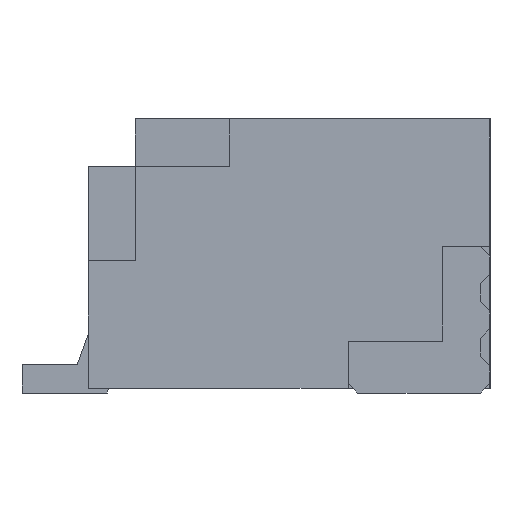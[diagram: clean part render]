
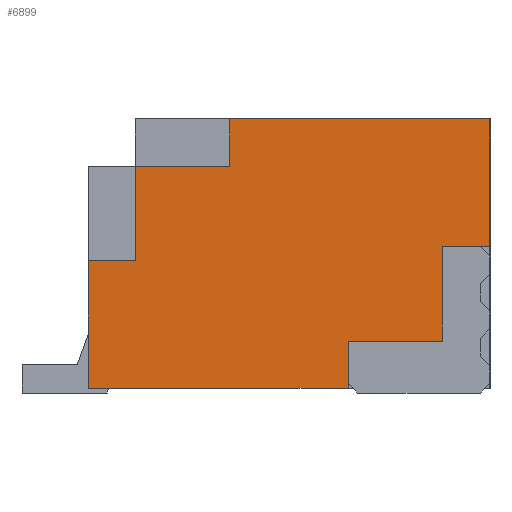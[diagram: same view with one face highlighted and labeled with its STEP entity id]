
A CAD part, left-side view. The second image highlights one B-rep face of the part: STEP entity #6899.
In plain terms, the highlighted planar face has unit normal (-1, 0, 0).
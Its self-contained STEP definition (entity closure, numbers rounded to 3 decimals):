
#247=FACE_OUTER_BOUND('',#613,.T.);
#613=EDGE_LOOP('',(#5376,#5377,#5378,#5379,#5380,#5381,#5382,#5383,#5384,
#5385,#5386,#5387));
#1218=LINE('',#9969,#2165);
#1248=LINE('',#10030,#2195);
#1298=LINE('',#10132,#2245);
#1303=LINE('',#10141,#2250);
#1305=LINE('',#10145,#2252);
#1306=LINE('',#10148,#2253);
#1309=LINE('',#10154,#2256);
#1313=LINE('',#10162,#2260);
#1316=LINE('',#10168,#2263);
#1326=LINE('',#10186,#2273);
#1369=LINE('',#10272,#2316);
#1370=LINE('',#10274,#2317);
#2165=VECTOR('',#8183,2.75);
#2195=VECTOR('',#8231,1.35);
#2245=VECTOR('',#8313,0.5);
#2250=VECTOR('',#8320,1.);
#2252=VECTOR('',#8324,1.);
#2253=VECTOR('',#8327,0.5);
#2256=VECTOR('',#8332,1.);
#2260=VECTOR('',#8340,1.);
#2263=VECTOR('',#8345,0.5);
#2273=VECTOR('',#8363,0.5);
#2316=VECTOR('',#8410,1.35);
#2317=VECTOR('',#8413,2.75);
#2964=VERTEX_POINT('',#9966);
#2965=VERTEX_POINT('',#9968);
#2982=VERTEX_POINT('',#10018);
#3022=VERTEX_POINT('',#10129);
#3023=VERTEX_POINT('',#10131);
#3026=VERTEX_POINT('',#10139);
#3027=VERTEX_POINT('',#10143);
#3028=VERTEX_POINT('',#10147);
#3030=VERTEX_POINT('',#10153);
#3032=VERTEX_POINT('',#10161);
#3034=VERTEX_POINT('',#10167);
#3079=VERTEX_POINT('',#10270);
#3744=EDGE_CURVE('',#2965,#2964,#1218,.T.);
#3774=EDGE_CURVE('',#2982,#2965,#1248,.T.);
#3824=EDGE_CURVE('',#3023,#3022,#1298,.T.);
#3829=EDGE_CURVE('',#3022,#3026,#1303,.T.);
#3831=EDGE_CURVE('',#3026,#3027,#1305,.T.);
#3832=EDGE_CURVE('',#2964,#3028,#1306,.T.);
#3835=EDGE_CURVE('',#3028,#3030,#1309,.T.);
#3839=EDGE_CURVE('',#3030,#3032,#1313,.T.);
#3842=EDGE_CURVE('',#3032,#3034,#1316,.T.);
#3852=EDGE_CURVE('',#3027,#2982,#1326,.T.);
#3895=EDGE_CURVE('',#3034,#3079,#1369,.T.);
#3896=EDGE_CURVE('',#3079,#3023,#1370,.T.);
#5376=ORIENTED_EDGE('',*,*,#3832,.T.);
#5377=ORIENTED_EDGE('',*,*,#3835,.T.);
#5378=ORIENTED_EDGE('',*,*,#3839,.T.);
#5379=ORIENTED_EDGE('',*,*,#3842,.T.);
#5380=ORIENTED_EDGE('',*,*,#3895,.T.);
#5381=ORIENTED_EDGE('',*,*,#3896,.T.);
#5382=ORIENTED_EDGE('',*,*,#3824,.T.);
#5383=ORIENTED_EDGE('',*,*,#3829,.T.);
#5384=ORIENTED_EDGE('',*,*,#3831,.T.);
#5385=ORIENTED_EDGE('',*,*,#3852,.T.);
#5386=ORIENTED_EDGE('',*,*,#3774,.T.);
#5387=ORIENTED_EDGE('',*,*,#3744,.T.);
#6340=PLANE('',#7251);
#6899=ADVANCED_FACE('',(#247),#6340,.T.);
#7251=AXIS2_PLACEMENT_3D('',#10273,#8411,#8412);
#8183=DIRECTION('',(0.,1.,0.));
#8231=DIRECTION('',(0.,0.,1.));
#8313=DIRECTION('',(0.,0.,1.));
#8320=DIRECTION('',(0.,-1.,0.));
#8324=DIRECTION('',(0.,0.,1.));
#8327=DIRECTION('',(0.,0.,-1.));
#8332=DIRECTION('',(0.,1.,0.));
#8340=DIRECTION('',(0.,0.,-1.));
#8345=DIRECTION('',(0.,1.,0.));
#8363=DIRECTION('',(0.,-1.,0.));
#8410=DIRECTION('',(0.,0.,-1.));
#8411=DIRECTION('center_axis',(-1.,0.,0.));
#8412=DIRECTION('ref_axis',(0.,0.,1.));
#8413=DIRECTION('',(0.,-1.,0.));
#9966=CARTESIAN_POINT('',(-5.5,-1.5,2.9));
#9968=CARTESIAN_POINT('',(-5.5,-4.25,2.9));
#9969=CARTESIAN_POINT('',(-5.5,-4.25,2.9));
#10018=CARTESIAN_POINT('',(-5.5,-4.25,1.55));
#10030=CARTESIAN_POINT('',(-5.5,-4.25,0.05));
#10129=CARTESIAN_POINT('',(-5.5,-2.75,0.55));
#10131=CARTESIAN_POINT('',(-5.5,-2.75,0.05));
#10132=CARTESIAN_POINT('',(-5.5,-2.75,1.006));
#10139=CARTESIAN_POINT('',(-5.5,-3.75,0.55));
#10141=CARTESIAN_POINT('',(-5.5,-2.861,0.55));
#10143=CARTESIAN_POINT('',(-5.5,-3.75,1.55));
#10145=CARTESIAN_POINT('',(-5.5,-3.75,1.506));
#10147=CARTESIAN_POINT('',(-5.5,-1.5,2.4));
#10148=CARTESIAN_POINT('',(-5.5,-1.5,1.931));
#10153=CARTESIAN_POINT('',(-5.5,-0.5,2.4));
#10154=CARTESIAN_POINT('',(-5.5,-1.236,2.4));
#10161=CARTESIAN_POINT('',(-5.5,-0.5,1.4));
#10162=CARTESIAN_POINT('',(-5.5,-0.5,1.431));
#10167=CARTESIAN_POINT('',(-5.5,0.,1.4));
#10168=CARTESIAN_POINT('',(-5.5,-0.986,1.4));
#10186=CARTESIAN_POINT('',(-5.5,-3.111,1.55));
#10270=CARTESIAN_POINT('',(-5.5,0.,0.05));
#10272=CARTESIAN_POINT('',(-5.5,0.,2.4));
#10273=CARTESIAN_POINT('Origin',(-5.5,-1.972,1.463));
#10274=CARTESIAN_POINT('',(-5.5,0.,0.05));
